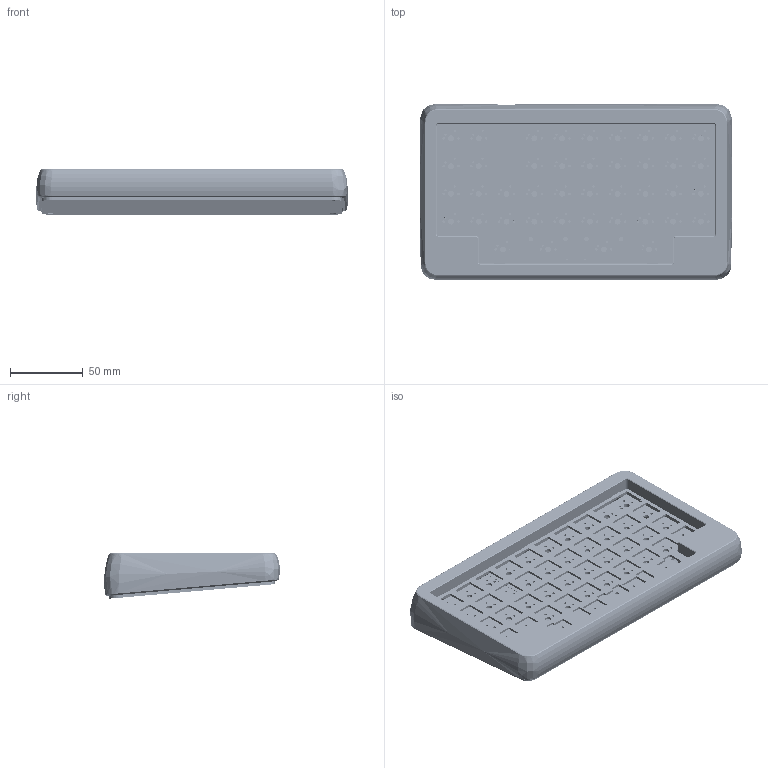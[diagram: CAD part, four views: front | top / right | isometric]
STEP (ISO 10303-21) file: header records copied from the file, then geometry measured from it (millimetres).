
FILE_DESCRIPTION(/* description */ (''),/* implementation_level */ '2;1');
FILE_NAME(/* name */ 'Petit Peton.step',/* time_stamp */ '2022-03-23T20:37:17+01:00',/* author */ (''),/* organization */ (''),/* preprocessor_version */ 'ST-DEVELOPER v18.1',/* originating_system */ 'Autodesk Translation Framework v10.13.0.1454',/* authorisation */ '');
FILE_SCHEMA (('AUTOMOTIVE_DESIGN { 1 0 10303 214 3 1 1 }'));
Products named in the file (14): (Non enregistré); Top; Plate top mount v10; fake_littlefoot_pcb v7; COMPOUND; Weight; Hardware; Plate Inserts; Plate Screws; 92095A179_Button Head Hex Drive Screw; Weight Inserts; 94459A140_Heat-Set Inserts for Plastic; Weight Screws; 92125A126_18-8 Stainless Steel Hex Drive Flat Head Screw
Assembly tree (32 placements, depth 4):
  (Non enregistré)
    Top
    Plate top mount v10
    fake_littlefoot_pcb v7
      COMPOUND
    Weight
    Hardware
      Plate Inserts
        94459A140_Heat-Set Inserts for Plastic  x7
      Plate Screws
        92095A179_Button Head Hex Drive Screw  x7
      Weight Inserts
        94459A140_Heat-Set Inserts for Plastic  x4
      Weight Screws
        92125A126_18-8 Stainless Steel Hex Drive Flat Head Screw  x4
Bounding box: 214.28 x 120.59 x 31.11 mm (x, y, z)
Volume: 299535.7 mm3; surface area: 157274.5 mm2
Topology: 27 solids, 27 shells, 4003 faces, 11371 edges, 7515 vertices
Faces by surface type: cylinder 1511, cone 1198, bspline 692, plane 595, sphere 7
Full cylindrical faces by diameter (mm): 1.092 x28, 1.5 x88, 1.7 x88, 2.242 x99, 2.35 x102, 3 x98, 3.05 x4, 3.107 x22, 3.2 x4, 3.3 x7, 3.9 x11, 4 x43, 4.7 x11, 5.7 x7, 6 x4
Entity records: 62171 total; most frequent: CARTESIAN_POINT 23610, ORIENTED_EDGE 8162, DIRECTION 7530, EDGE_CURVE 4081, AXIS2_PLACEMENT_3D 2806, VERTEX_POINT 2694, EDGE_LOOP 2089, LINE 1918
